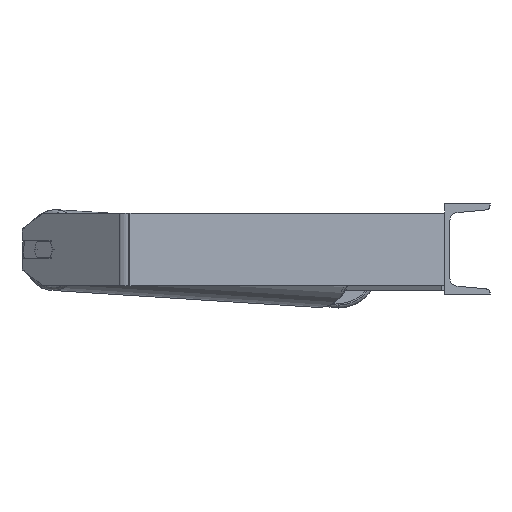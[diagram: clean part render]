
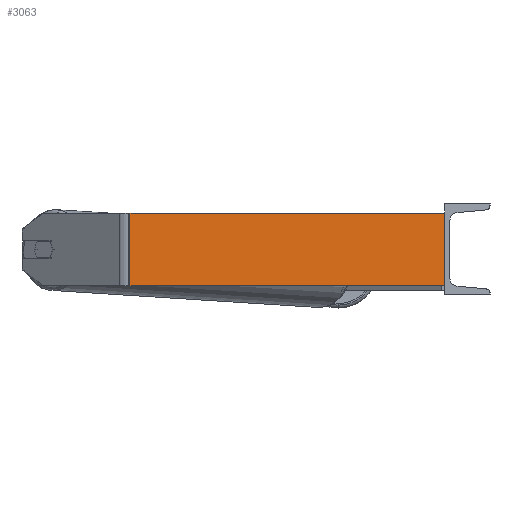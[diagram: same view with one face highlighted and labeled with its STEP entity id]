
A CAD part, left-side view. The second image highlights one B-rep face of the part: STEP entity #3063.
In plain terms, the highlighted planar face has unit normal (-0.996, -0.087, 0).
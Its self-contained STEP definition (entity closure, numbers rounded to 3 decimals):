
#560 = VERTEX_POINT ( 'NONE', #2857 ) ;
#704 = ORIENTED_EDGE ( 'NONE', *, *, #6097, .F. ) ;
#707 = LINE ( 'NONE', #6270, #3152 ) ;
#1437 = CARTESIAN_POINT ( 'NONE',  ( -715.248, 345.736, -40. ) ) ;
#1534 = DIRECTION ( 'NONE',  ( -0.087, 0.996, 0. ) ) ;
#2332 = LINE ( 'NONE', #5168, #3739 ) ;
#2857 = CARTESIAN_POINT ( 'NONE',  ( -685., 0., 40. ) ) ;
#3020 = LINE ( 'NONE', #5143, #4908 ) ;
#3063 = ADVANCED_FACE ( 'NONE', ( #5669 ), #8471, .F. ) ;
#3152 = VECTOR ( 'NONE', #8439, 1000. ) ;
#3546 = DIRECTION ( 'NONE',  ( 0., 0., -1. ) ) ;
#3662 = CARTESIAN_POINT ( 'NONE',  ( -715.826, 352.338, -40. ) ) ;
#3739 = VECTOR ( 'NONE', #3546, 1000. ) ;
#3766 = VERTEX_POINT ( 'NONE', #1437 ) ;
#4027 = DIRECTION ( 'NONE',  ( 0.087, -0.996, 0. ) ) ;
#4456 = EDGE_CURVE ( 'NONE', #3766, #7745, #5189, .T. ) ;
#4733 = ORIENTED_EDGE ( 'NONE', *, *, #4959, .T. ) ;
#4908 = VECTOR ( 'NONE', #4027, 1000. ) ;
#4959 = EDGE_CURVE ( 'NONE', #6219, #3766, #707, .T. ) ;
#5143 = CARTESIAN_POINT ( 'NONE',  ( -715.826, 352.338, 40. ) ) ;
#5168 = CARTESIAN_POINT ( 'NONE',  ( -685., 0., 40. ) ) ;
#5189 = LINE ( 'NONE', #3662, #7275 ) ;
#5359 = ORIENTED_EDGE ( 'NONE', *, *, #4456, .T. ) ;
#5669 = FACE_OUTER_BOUND ( 'NONE', #8887, .T. ) ;
#5781 = EDGE_CURVE ( 'NONE', #6219, #560, #3020, .T. ) ;
#6097 = EDGE_CURVE ( 'NONE', #560, #7745, #2332, .T. ) ;
#6219 = VERTEX_POINT ( 'NONE', #7372 ) ;
#6270 = CARTESIAN_POINT ( 'NONE',  ( -715.248, 345.736, 40. ) ) ;
#6336 = CARTESIAN_POINT ( 'NONE',  ( -685., 0., -40. ) ) ;
#6471 = DIRECTION ( 'NONE',  ( 0.087, -0.996, 0. ) ) ;
#7275 = VECTOR ( 'NONE', #6471, 1000. ) ;
#7372 = CARTESIAN_POINT ( 'NONE',  ( -715.248, 345.736, 40. ) ) ;
#7745 = VERTEX_POINT ( 'NONE', #6336 ) ;
#7880 = CARTESIAN_POINT ( 'NONE',  ( -715.826, 352.338, 40. ) ) ;
#7986 = ORIENTED_EDGE ( 'NONE', *, *, #5781, .F. ) ;
#8439 = DIRECTION ( 'NONE',  ( 0., 0., -1. ) ) ;
#8471 = PLANE ( 'NONE',  #8854 ) ;
#8561 = DIRECTION ( 'NONE',  ( 0.996, 0.087, 0. ) ) ;
#8854 = AXIS2_PLACEMENT_3D ( 'NONE', #7880, #8561, #1534 ) ;
#8887 = EDGE_LOOP ( 'NONE', ( #5359, #704, #7986, #4733 ) ) ;
